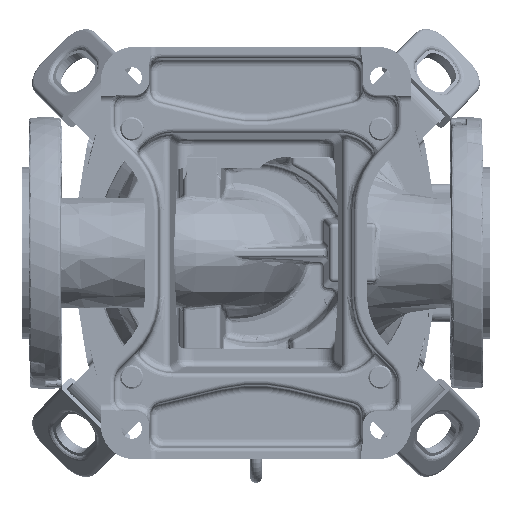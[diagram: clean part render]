
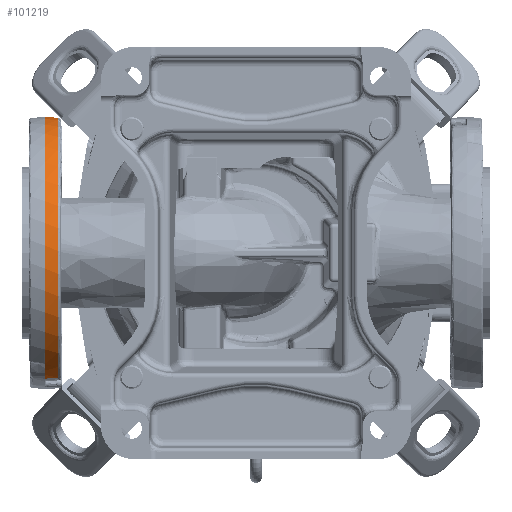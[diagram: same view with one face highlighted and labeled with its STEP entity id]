
A CAD part, front view. The second image highlights one B-rep face of the part: STEP entity #101219.
In plain terms, the highlighted conical face has half-angle 3 degrees and reference radius 93 mm.
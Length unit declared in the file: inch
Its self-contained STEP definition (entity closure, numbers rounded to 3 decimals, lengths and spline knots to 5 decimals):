
#8977=CONICAL_SURFACE('',#107815,3.66142,0.052);
#12012=CIRCLE('',#107645,3.66039);
#12138=CIRCLE('',#107814,3.64263);
#12139=CIRCLE('',#107816,3.66142);
#17252=FACE_OUTER_BOUND('',#22791,.T.);
#22791=EDGE_LOOP('',(#75749,#75750,#75751,#75752,#75753,#75754,#75755));
#28489=B_SPLINE_CURVE_WITH_KNOTS('',3,(#226051,#226052,#226053,#226054),
 .UNSPECIFIED.,.F.,.F.,(4,4),(0.,1.),.UNSPECIFIED.);
#28537=B_SPLINE_CURVE_WITH_KNOTS('',3,(#228263,#228264,#228265,#228266),
 .UNSPECIFIED.,.F.,.F.,(4,4),(0.,1.),
 .UNSPECIFIED.);
#28542=B_SPLINE_CURVE_WITH_KNOTS('',3,(#228603,#228604,#228605,#228606,
#228607,#228608,#228609,#228610,#228611,#228612,#228613,#228614,#228615,
#228616,#228617,#228618,#228619,#228620,#228621,#228622,#228623,#228624,
#228625,#228626,#228627,#228628,#228629,#228630,#228631,#228632,#228633,
#228634,#228635,#228636,#228637,#228638,#228639,#228640,#228641,#228642,
#228643,#228644,#228645,#228646,#228647,#228648,#228649,#228650,#228651),
 .UNSPECIFIED.,.F.,.F.,(4,3,3,3,3,3,3,3,3,3,3,3,3,3,3,3,4),(0.,0.25,
0.375,0.4375,0.46875,0.48437,
0.49219,0.49609,0.5,0.625,0.6875,
0.71875,0.73437,0.75,0.875,
0.9375,1.),.UNSPECIFIED.);
#28543=B_SPLINE_CURVE_WITH_KNOTS('',3,(#228654,#228655,#228656,#228657,
#228658,#228659),.UNSPECIFIED.,.F.,.F.,(4,2,4),(-0.20271,-0.10132,
0.),.UNSPECIFIED.);
#44871=VERTEX_POINT('',#224921);
#44876=VERTEX_POINT('',#225068);
#44940=VERTEX_POINT('',#226046);
#45009=VERTEX_POINT('',#228063);
#45010=VERTEX_POINT('',#228114);
#45017=VERTEX_POINT('',#228602);
#45018=VERTEX_POINT('',#228652);
#56573=EDGE_CURVE('',#44871,#44876,#12012,.T.);
#56650=EDGE_CURVE('',#44876,#44940,#28489,.T.);
#56783=EDGE_CURVE('',#45009,#45010,#28537,.T.);
#56803=EDGE_CURVE('',#44940,#45009,#12138,.T.);
#56804=EDGE_CURVE('',#45017,#45010,#28542,.T.);
#56805=EDGE_CURVE('',#45018,#45017,#12139,.T.);
#56806=EDGE_CURVE('',#45018,#44871,#28543,.T.);
#75749=ORIENTED_EDGE('',*,*,#56803,.T.);
#75750=ORIENTED_EDGE('',*,*,#56783,.T.);
#75751=ORIENTED_EDGE('',*,*,#56804,.F.);
#75752=ORIENTED_EDGE('',*,*,#56805,.F.);
#75753=ORIENTED_EDGE('',*,*,#56806,.T.);
#75754=ORIENTED_EDGE('',*,*,#56573,.T.);
#75755=ORIENTED_EDGE('',*,*,#56650,.T.);
#101219=ADVANCED_FACE('',(#17252),#8977,.T.);
#107645=AXIS2_PLACEMENT_3D('',#225070,#120489,#120490);
#107814=AXIS2_PLACEMENT_3D('',#228582,#120849,#120850);
#107815=AXIS2_PLACEMENT_3D('',#228601,#120851,#120852);
#107816=AXIS2_PLACEMENT_3D('',#228653,#120853,#120854);
#120489=DIRECTION('center_axis',(1.,0.,0.));
#120490=DIRECTION('ref_axis',(0.,0.924,-0.383));
#120849=DIRECTION('center_axis',(-1.,0.,0.));
#120850=DIRECTION('ref_axis',(0.,-0.961,0.278));
#120851=DIRECTION('center_axis',(-1.,0.,0.));
#120852=DIRECTION('ref_axis',(0.,-0.961,0.278));
#120853=DIRECTION('center_axis',(-1.,0.,0.));
#120854=DIRECTION('ref_axis',(0.,-0.876,0.482));
#224921=CARTESIAN_POINT('',(-5.66929,2.08509,-3.0333));
#225068=CARTESIAN_POINT('',(-5.66929,2.73213,-3.38136));
#225070=CARTESIAN_POINT('Origin',(-5.66929,4.13386,0.));
#226046=CARTESIAN_POINT('',(-5.33053,2.72258,-3.35805));
#226051=CARTESIAN_POINT('Ctrl Pts',(-5.66929,2.73213,
-3.38136));
#226052=CARTESIAN_POINT('Ctrl Pts',(-5.55637,2.7289,
-3.37361));
#226053=CARTESIAN_POINT('Ctrl Pts',(-5.44345,2.72571,
-3.36587));
#226054=CARTESIAN_POINT('Ctrl Pts',(-5.33053,2.72258,
-3.35805));
#228063=CARTESIAN_POINT('',(-5.33052,4.64725,3.60627));
#228114=CARTESIAN_POINT('',(-5.67141,4.72379,3.61265));
#228263=CARTESIAN_POINT('Ctrl Pts',(-5.33052,4.64725,
3.60627));
#228264=CARTESIAN_POINT('Ctrl Pts',(-5.44597,4.67235,
3.60881));
#228265=CARTESIAN_POINT('Ctrl Pts',(-5.5596,4.69786,
3.61094));
#228266=CARTESIAN_POINT('Ctrl Pts',(-5.67141,4.72379,
3.61265));
#228582=CARTESIAN_POINT('Origin',(-5.33052,4.13386,0.));
#228601=CARTESIAN_POINT('Origin',(-5.68898,4.13386,0.));
#228602=CARTESIAN_POINT('',(-5.68898,4.75692,3.60802));
#228603=CARTESIAN_POINT('Ctrl Pts',(-5.68898,4.75692,
3.60802));
#228604=CARTESIAN_POINT('Ctrl Pts',(-5.6882,4.75531,
3.60825));
#228605=CARTESIAN_POINT('Ctrl Pts',(-5.68686,4.7525,
3.60867));
#228606=CARTESIAN_POINT('Ctrl Pts',(-5.68487,4.74857,
3.60923));
#228607=CARTESIAN_POINT('Ctrl Pts',(-5.68387,4.74661,
3.60951));
#228608=CARTESIAN_POINT('Ctrl Pts',(-5.68271,4.74437,
3.60983));
#228609=CARTESIAN_POINT('Ctrl Pts',(-5.68137,4.74187,
3.61018));
#228610=CARTESIAN_POINT('Ctrl Pts',(-5.6807,4.74061,
3.61035));
#228611=CARTESIAN_POINT('Ctrl Pts',(-5.67999,4.73929,
3.61054));
#228612=CARTESIAN_POINT('Ctrl Pts',(-5.67924,4.73791,
3.61073));
#228613=CARTESIAN_POINT('Ctrl Pts',(-5.67886,4.73722,
3.61082));
#228614=CARTESIAN_POINT('Ctrl Pts',(-5.67848,4.73651,
3.61092));
#228615=CARTESIAN_POINT('Ctrl Pts',(-5.67808,4.73579,
3.61102));
#228616=CARTESIAN_POINT('Ctrl Pts',(-5.67788,4.73542,
3.61107));
#228617=CARTESIAN_POINT('Ctrl Pts',(-5.67768,4.73506,3.61112));
#228618=CARTESIAN_POINT('Ctrl Pts',(-5.67748,4.73469,
3.61117));
#228619=CARTESIAN_POINT('Ctrl Pts',(-5.67737,4.7345,
3.6112));
#228620=CARTESIAN_POINT('Ctrl Pts',(-5.67727,4.73432,3.61122));
#228621=CARTESIAN_POINT('Ctrl Pts',(-5.67717,4.73413,
3.61125));
#228622=CARTESIAN_POINT('Ctrl Pts',(-5.67712,4.73404,
3.61126));
#228623=CARTESIAN_POINT('Ctrl Pts',(-5.67706,4.73394,
3.61127));
#228624=CARTESIAN_POINT('Ctrl Pts',(-5.67701,4.73385,
3.61129));
#228625=CARTESIAN_POINT('Ctrl Pts',(-5.67696,4.73375,
3.6113));
#228626=CARTESIAN_POINT('Ctrl Pts',(-5.67688,4.7336,3.61132));
#228627=CARTESIAN_POINT('Ctrl Pts',(-5.67686,4.73356,
3.61133));
#228628=CARTESIAN_POINT('Ctrl Pts',(-5.6762,4.73238,
3.61149));
#228629=CARTESIAN_POINT('Ctrl Pts',(-5.67555,4.73121,
3.61165));
#228630=CARTESIAN_POINT('Ctrl Pts',(-5.6749,4.73004,
3.61181));
#228631=CARTESIAN_POINT('Ctrl Pts',(-5.67457,4.72946,3.61188));
#228632=CARTESIAN_POINT('Ctrl Pts',(-5.67425,4.72888,3.61196));
#228633=CARTESIAN_POINT('Ctrl Pts',(-5.67392,4.7283,
3.61204));
#228634=CARTESIAN_POINT('Ctrl Pts',(-5.67376,4.728,
3.61208));
#228635=CARTESIAN_POINT('Ctrl Pts',(-5.67359,4.72771,
3.61212));
#228636=CARTESIAN_POINT('Ctrl Pts',(-5.67343,4.72742,
3.61216));
#228637=CARTESIAN_POINT('Ctrl Pts',(-5.67335,4.72728,3.61218));
#228638=CARTESIAN_POINT('Ctrl Pts',(-5.67327,4.72713,
3.6122));
#228639=CARTESIAN_POINT('Ctrl Pts',(-5.67319,4.72699,
3.61222));
#228640=CARTESIAN_POINT('Ctrl Pts',(-5.6731,4.72684,
3.61224));
#228641=CARTESIAN_POINT('Ctrl Pts',(-5.67299,4.72665,
3.61226));
#228642=CARTESIAN_POINT('Ctrl Pts',(-5.67294,4.72655,
3.61228));
#228643=CARTESIAN_POINT('Ctrl Pts',(-5.67251,4.72579,
3.61238));
#228644=CARTESIAN_POINT('Ctrl Pts',(-5.67215,4.72513,
3.61247));
#228645=CARTESIAN_POINT('Ctrl Pts',(-5.67192,4.72466,
3.61253));
#228646=CARTESIAN_POINT('Ctrl Pts',(-5.6718,4.72443,
3.61256));
#228647=CARTESIAN_POINT('Ctrl Pts',(-5.67171,4.72425,
3.61259));
#228648=CARTESIAN_POINT('Ctrl Pts',(-5.67166,4.72411,
3.61261));
#228649=CARTESIAN_POINT('Ctrl Pts',(-5.6716,4.72397,
3.61263));
#228650=CARTESIAN_POINT('Ctrl Pts',(-5.67152,4.72377,
3.61266));
#228651=CARTESIAN_POINT('Ctrl Pts',(-5.67142,4.72377,
3.61265));
#228652=CARTESIAN_POINT('',(-5.68898,2.02318,-2.99182));
#228653=CARTESIAN_POINT('Origin',(-5.68898,4.13386,0.));
#228654=CARTESIAN_POINT('Ctrl Pts',(-5.68898,2.02318,
-2.99182));
#228655=CARTESIAN_POINT('Ctrl Pts',(-5.68483,2.03182,
-2.99766));
#228656=CARTESIAN_POINT('Ctrl Pts',(-5.67991,2.04171,
-3.00426));
#228657=CARTESIAN_POINT('Ctrl Pts',(-5.67211,2.0629,
-3.01841));
#228658=CARTESIAN_POINT('Ctrl Pts',(-5.66929,2.07406,
-3.02586));
#228659=CARTESIAN_POINT('Ctrl Pts',(-5.66929,2.08508,
-3.0333));
